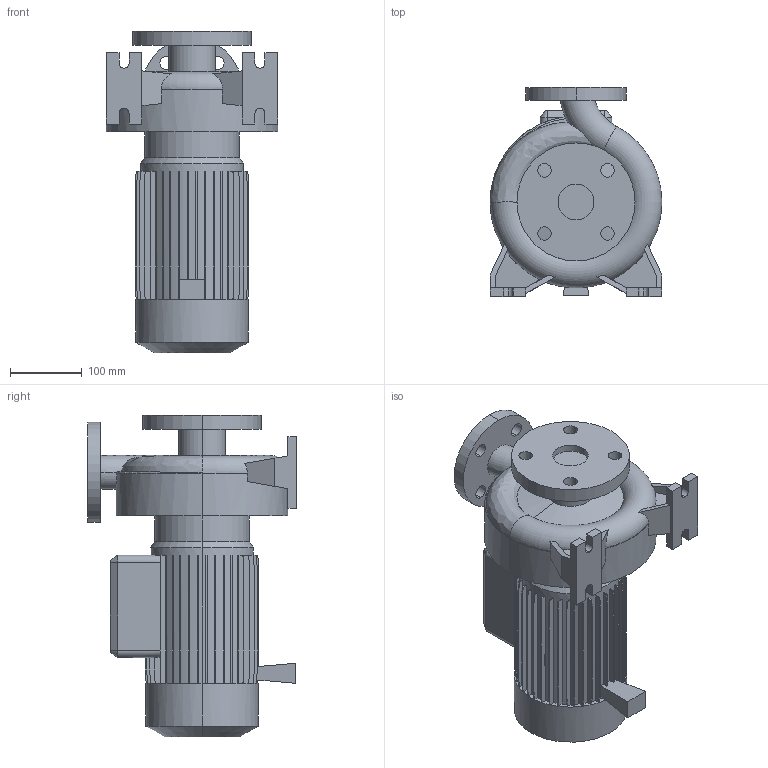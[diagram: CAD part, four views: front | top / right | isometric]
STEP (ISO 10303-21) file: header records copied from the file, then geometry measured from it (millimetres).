
FILE_DESCRIPTION (( 'STEP AP214' ), '1' );
FILE_NAME ('10008452swp01.step', '2021-04-30T15:55:35', ( '' ), ( '' ), 'SwSTEP 2.0', 'SolidWorks 2019', '' );
FILE_SCHEMA (( 'AUTOMOTIVE_DESIGN' ));
Length unit declared in the file: millimetre
Products named in the file (1): 10008452swp01
Bounding box: 240 x 292 x 450 mm (x, y, z)
Volume: 10542121.7 mm3; surface area: 561026.6 mm2
Topology: 1 solids, 1 shells, 390 faces, 1126 edges, 745 vertices
Faces by surface type: plane 317, cylinder 53, cone 11, torus 7, bspline 2
Entity records: 13721 total; most frequent: CARTESIAN_POINT 3331, ORIENTED_EDGE 2252, DIRECTION 2046, EDGE_CURVE 1126, LINE 882, VECTOR 882, VERTEX_POINT 745, AXIS2_PLACEMENT_3D 582
